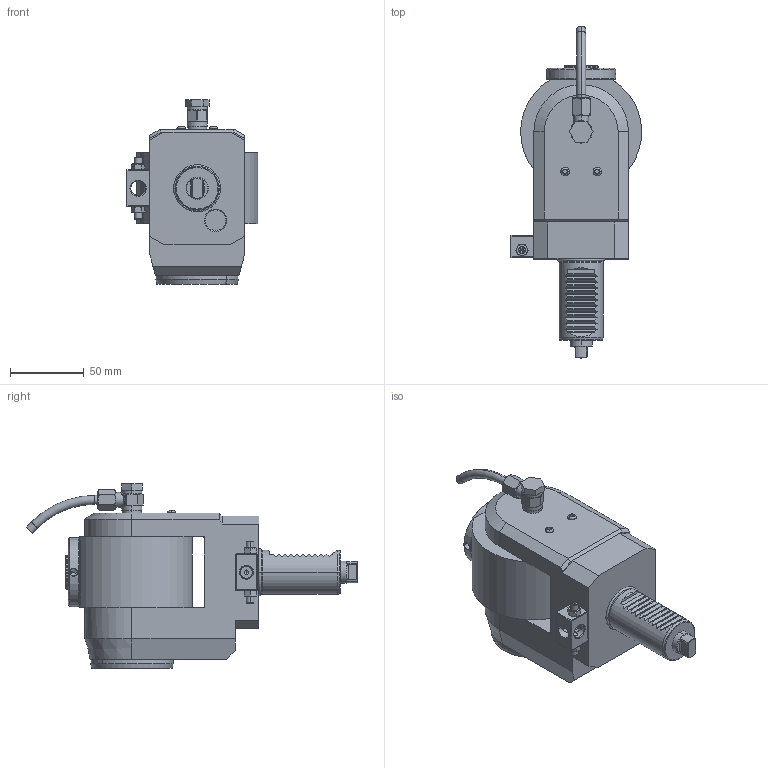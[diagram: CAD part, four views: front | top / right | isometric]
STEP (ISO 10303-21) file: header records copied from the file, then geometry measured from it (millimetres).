
FILE_DESCRIPTION((''),'2;1');
FILE_NAME('NGT1_30_521_16_1_2B','2023-05-08T',('vali'),('NOVA GRUP'),'PRO/ENGINEER BY PARAMETRIC TECHNOLOGY CORPORATION, 2010280','PRO/ENGINEER BY PARAMETRIC TECHNOLOGY CORPORATION, 2010280','');
FILE_SCHEMA(('CONFIG_CONTROL_DESIGN'));
Length unit declared in the file: millimetre
Products named in the file (1): NGT1_30_521_16_1_2B
Bounding box: 89 x 224.67 x 124.9 mm (x, y, z)
Volume: 760249.6 mm3; surface area: 71546.3 mm2
Topology: 1 solids, 3 shells, 502 faces, 1225 edges, 743 vertices
Faces by surface type: plane 212, cylinder 138, cone 74, bspline 46, torus 32
Entity records: 20931 total; most frequent: CARTESIAN_POINT 9708, ORIENTED_EDGE 2410, DIRECTION 2158, EDGE_CURVE 1205, AXIS2_PLACEMENT_3D 784, VERTEX_POINT 743, VECTOR 590, LINE 590
